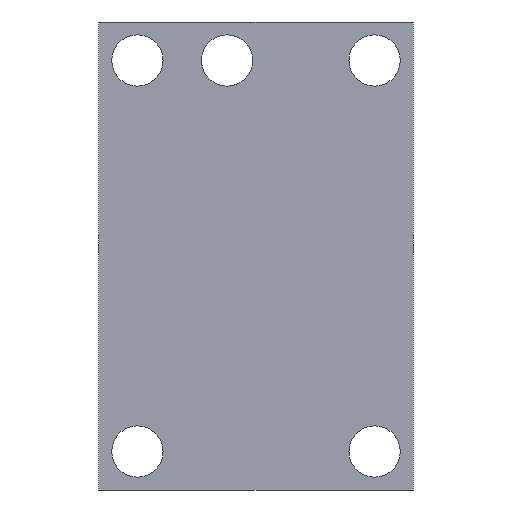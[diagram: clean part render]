
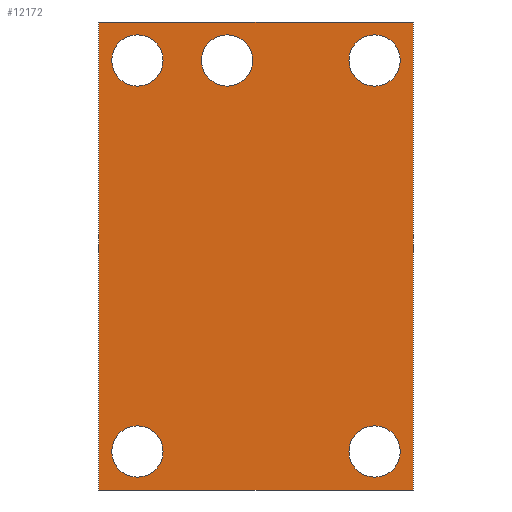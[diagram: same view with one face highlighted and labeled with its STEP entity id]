
A CAD part, front view. The second image highlights one B-rep face of the part: STEP entity #12172.
In plain terms, the highlighted planar face has unit normal (0, -1, 0).
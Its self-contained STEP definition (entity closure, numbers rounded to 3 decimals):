
#375=FACE_BOUND('',#1659,.T.);
#376=FACE_BOUND('',#1660,.T.);
#377=FACE_BOUND('',#1661,.T.);
#378=FACE_BOUND('',#1662,.T.);
#379=FACE_BOUND('',#1663,.T.);
#404=PLANE('',#13012);
#955=FACE_OUTER_BOUND('',#1658,.T.);
#1658=EDGE_LOOP('',(#8196,#8197,#8198,#8199));
#1659=EDGE_LOOP('',(#8200));
#1660=EDGE_LOOP('',(#8201));
#1661=EDGE_LOOP('',(#8202));
#1662=EDGE_LOOP('',(#8203));
#1663=EDGE_LOOP('',(#8204));
#2390=LINE('',#16922,#3776);
#2391=LINE('',#16924,#3777);
#2392=LINE('',#16926,#3778);
#2393=LINE('',#16927,#3779);
#3776=VECTOR('',#13875,1000.);
#3777=VECTOR('',#13876,1000.);
#3778=VECTOR('',#13877,1000.);
#3779=VECTOR('',#13878,1000.);
#5150=CIRCLE('',#12998,2.);
#5152=CIRCLE('',#13001,2.);
#5154=CIRCLE('',#13004,2.);
#5156=CIRCLE('',#13007,2.);
#5158=CIRCLE('',#13010,2.);
#5309=VERTEX_POINT('',#16875);
#5311=VERTEX_POINT('',#16881);
#5313=VERTEX_POINT('',#16887);
#5315=VERTEX_POINT('',#16893);
#5317=VERTEX_POINT('',#16899);
#5326=VERTEX_POINT('',#16920);
#5327=VERTEX_POINT('',#16921);
#5328=VERTEX_POINT('',#16923);
#5329=VERTEX_POINT('',#16925);
#6443=EDGE_CURVE('',#5309,#5309,#5150,.T.);
#6446=EDGE_CURVE('',#5311,#5311,#5152,.T.);
#6449=EDGE_CURVE('',#5313,#5313,#5154,.T.);
#6452=EDGE_CURVE('',#5315,#5315,#5156,.T.);
#6455=EDGE_CURVE('',#5317,#5317,#5158,.T.);
#6464=EDGE_CURVE('',#5326,#5327,#2390,.T.);
#6465=EDGE_CURVE('',#5328,#5326,#2391,.T.);
#6466=EDGE_CURVE('',#5329,#5328,#2392,.T.);
#6467=EDGE_CURVE('',#5327,#5329,#2393,.T.);
#8196=ORIENTED_EDGE('',*,*,#6464,.F.);
#8197=ORIENTED_EDGE('',*,*,#6465,.F.);
#8198=ORIENTED_EDGE('',*,*,#6466,.F.);
#8199=ORIENTED_EDGE('',*,*,#6467,.F.);
#8200=ORIENTED_EDGE('',*,*,#6455,.T.);
#8201=ORIENTED_EDGE('',*,*,#6449,.T.);
#8202=ORIENTED_EDGE('',*,*,#6443,.T.);
#8203=ORIENTED_EDGE('',*,*,#6446,.T.);
#8204=ORIENTED_EDGE('',*,*,#6452,.T.);
#12172=ADVANCED_FACE('',(#955,#375,#376,#377,#378,#379),#404,.T.);
#12998=AXIS2_PLACEMENT_3D('',#16877,#13833,#13834);
#13001=AXIS2_PLACEMENT_3D('',#16883,#13840,#13841);
#13004=AXIS2_PLACEMENT_3D('',#16889,#13847,#13848);
#13007=AXIS2_PLACEMENT_3D('',#16895,#13854,#13855);
#13010=AXIS2_PLACEMENT_3D('',#16901,#13861,#13862);
#13012=AXIS2_PLACEMENT_3D('',#16919,#13873,#13874);
#13833=DIRECTION('center_axis',(0.,1.,0.));
#13834=DIRECTION('ref_axis',(0.,0.,1.));
#13840=DIRECTION('center_axis',(0.,1.,0.));
#13841=DIRECTION('ref_axis',(0.,0.,1.));
#13847=DIRECTION('center_axis',(0.,1.,0.));
#13848=DIRECTION('ref_axis',(0.,0.,1.));
#13854=DIRECTION('center_axis',(0.,1.,0.));
#13855=DIRECTION('ref_axis',(0.,0.,1.));
#13861=DIRECTION('center_axis',(0.,1.,0.));
#13862=DIRECTION('ref_axis',(0.,0.,1.));
#13873=DIRECTION('center_axis',(0.,-1.,0.));
#13874=DIRECTION('ref_axis',(0.,0.,-1.));
#13875=DIRECTION('',(0.,0.,-1.));
#13876=DIRECTION('',(1.,0.,0.));
#13877=DIRECTION('',(0.,0.,1.));
#13878=DIRECTION('',(-1.,0.,0.));
#16875=CARTESIAN_POINT('',(-2.25,0.,17.25));
#16877=CARTESIAN_POINT('Origin',(-2.25,0.,15.25));
#16881=CARTESIAN_POINT('',(-9.25,0.,17.25));
#16883=CARTESIAN_POINT('Origin',(-9.25,0.,15.25));
#16887=CARTESIAN_POINT('',(9.25,0.,17.25));
#16889=CARTESIAN_POINT('Origin',(9.25,0.,15.25));
#16893=CARTESIAN_POINT('',(9.25,0.,-13.25));
#16895=CARTESIAN_POINT('Origin',(9.25,0.,-15.25));
#16899=CARTESIAN_POINT('',(-9.25,0.,-13.25));
#16901=CARTESIAN_POINT('Origin',(-9.25,0.,-15.25));
#16919=CARTESIAN_POINT('Origin',(0.,0.,0.));
#16920=CARTESIAN_POINT('',(12.25,0.,18.25));
#16921=CARTESIAN_POINT('',(12.25,0.,-18.25));
#16922=CARTESIAN_POINT('',(12.25,0.,18.25));
#16923=CARTESIAN_POINT('',(-12.25,0.,18.25));
#16924=CARTESIAN_POINT('',(-12.25,0.,18.25));
#16925=CARTESIAN_POINT('',(-12.25,0.,-18.25));
#16926=CARTESIAN_POINT('',(-12.25,0.,18.25));
#16927=CARTESIAN_POINT('',(-12.25,0.,-18.25));
